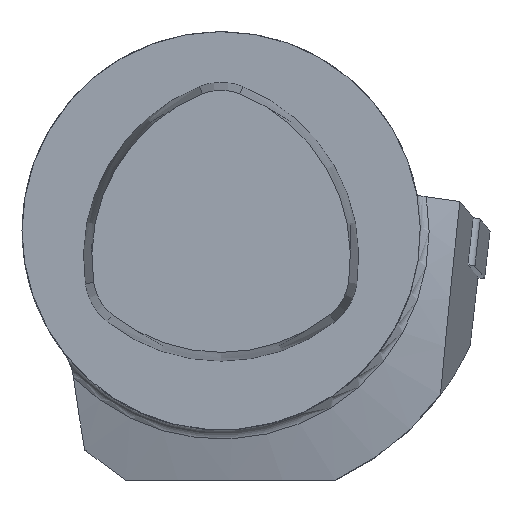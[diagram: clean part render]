
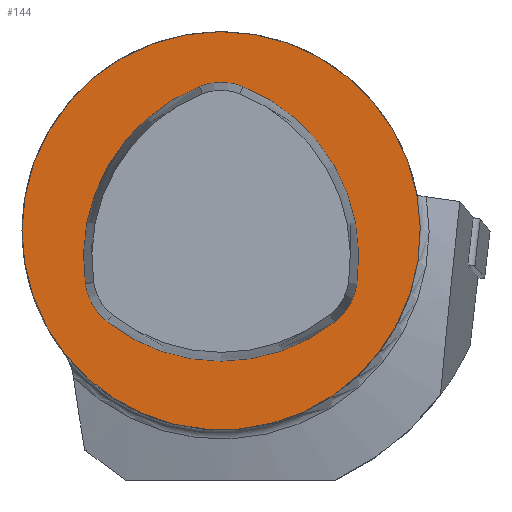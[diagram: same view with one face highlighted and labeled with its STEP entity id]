
A CAD part, top view. The second image highlights one B-rep face of the part: STEP entity #144.
In plain terms, the highlighted planar face has unit normal (0, 0, 1).
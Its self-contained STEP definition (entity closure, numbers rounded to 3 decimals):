
#112=FACE_BOUND('',#284,.T.);
#113=FACE_BOUND('',#285,.T.);
#144=ADVANCED_FACE('',(#112,#113),#191,.T.);
#191=PLANE('',#1097);
#284=EDGE_LOOP('',(#587));
#285=EDGE_LOOP('',(#588,#589,#590,#591,#592,#593));
#587=ORIENTED_EDGE('',*,*,#871,.F.);
#588=ORIENTED_EDGE('',*,*,#900,.T.);
#589=ORIENTED_EDGE('',*,*,#901,.T.);
#590=ORIENTED_EDGE('',*,*,#902,.T.);
#591=ORIENTED_EDGE('',*,*,#903,.T.);
#592=ORIENTED_EDGE('',*,*,#904,.T.);
#593=ORIENTED_EDGE('',*,*,#905,.T.);
#780=VERTEX_POINT('',#1564);
#803=VERTEX_POINT('',#1659);
#804=VERTEX_POINT('',#1660);
#805=VERTEX_POINT('',#1662);
#806=VERTEX_POINT('',#1664);
#807=VERTEX_POINT('',#1666);
#808=VERTEX_POINT('',#1668);
#871=EDGE_CURVE('',#780,#780,#961,.T.);
#900=EDGE_CURVE('',#803,#804,#970,.T.);
#901=EDGE_CURVE('',#804,#805,#971,.T.);
#902=EDGE_CURVE('',#805,#806,#972,.T.);
#903=EDGE_CURVE('',#806,#807,#973,.T.);
#904=EDGE_CURVE('',#807,#808,#974,.T.);
#905=EDGE_CURVE('',#808,#803,#975,.T.);
#961=CIRCLE('',#1068,20.);
#970=CIRCLE('',#1091,18.5);
#971=CIRCLE('',#1092,5.9);
#972=CIRCLE('',#1093,18.5);
#973=CIRCLE('',#1094,5.9);
#974=CIRCLE('',#1095,18.5);
#975=CIRCLE('',#1096,5.9);
#1068=AXIS2_PLACEMENT_3D('',#1563,#1221,#1222);
#1091=AXIS2_PLACEMENT_3D('',#1658,#1277,#1278);
#1092=AXIS2_PLACEMENT_3D('',#1661,#1279,#1280);
#1093=AXIS2_PLACEMENT_3D('',#1663,#1281,#1282);
#1094=AXIS2_PLACEMENT_3D('',#1665,#1283,#1284);
#1095=AXIS2_PLACEMENT_3D('',#1667,#1285,#1286);
#1096=AXIS2_PLACEMENT_3D('',#1669,#1287,#1288);
#1097=AXIS2_PLACEMENT_3D('',#1670,#1289,#1290);
#1221=DIRECTION('',(0.,0.,-1.));
#1222=DIRECTION('',(-1.,0.,0.));
#1277=DIRECTION('',(0.,0.,-1.));
#1278=DIRECTION('',(-1.,0.,0.));
#1279=DIRECTION('',(0.,0.,-1.));
#1280=DIRECTION('',(-1.,0.,0.));
#1281=DIRECTION('',(0.,0.,-1.));
#1282=DIRECTION('',(-1.,0.,0.));
#1283=DIRECTION('',(0.,0.,-1.));
#1284=DIRECTION('',(-1.,0.,0.));
#1285=DIRECTION('',(0.,0.,-1.));
#1286=DIRECTION('',(-1.,0.,0.));
#1287=DIRECTION('',(0.,0.,-1.));
#1288=DIRECTION('',(-1.,0.,0.));
#1289=DIRECTION('',(0.,0.,1.));
#1290=DIRECTION('',(1.,0.,0.));
#1563=CARTESIAN_POINT('',(0.,0.,0.));
#1564=CARTESIAN_POINT('',(-20.,0.,0.));
#1658=CARTESIAN_POINT('',(-4.677,-2.7,0.));
#1659=CARTESIAN_POINT('',(2.19,14.479,0.));
#1660=CARTESIAN_POINT('',(13.634,-5.343,0.));
#1661=CARTESIAN_POINT('',(7.794,-4.5,0.));
#1662=CARTESIAN_POINT('',(11.444,-9.136,0.));
#1663=CARTESIAN_POINT('',(0.,5.4,0.));
#1664=CARTESIAN_POINT('',(-11.444,-9.136,0.));
#1665=CARTESIAN_POINT('',(-7.794,-4.5,0.));
#1666=CARTESIAN_POINT('',(-13.634,-5.343,0.));
#1667=CARTESIAN_POINT('',(4.677,-2.7,0.));
#1668=CARTESIAN_POINT('',(-2.19,14.479,0.));
#1669=CARTESIAN_POINT('',(0.,9.,0.));
#1670=CARTESIAN_POINT('',(0.,0.,0.));
